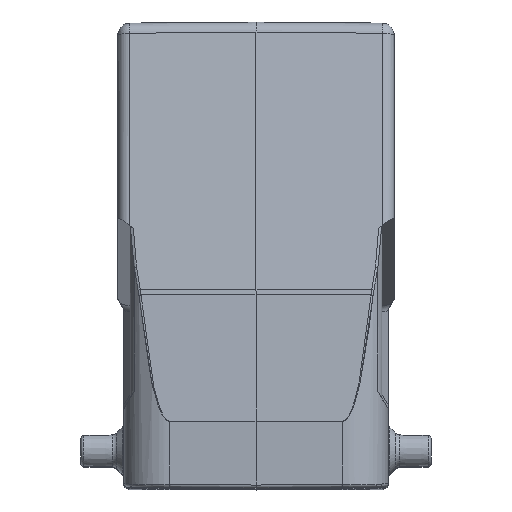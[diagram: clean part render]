
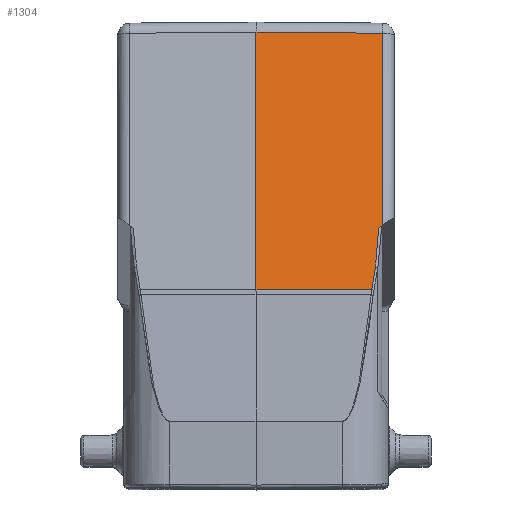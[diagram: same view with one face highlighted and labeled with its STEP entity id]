
A CAD part, top view. The second image highlights one B-rep face of the part: STEP entity #1304.
In plain terms, the highlighted planar face has unit normal (0.009, 0.174, 0.985).
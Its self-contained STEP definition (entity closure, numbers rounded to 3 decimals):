
#776=PLANE('',#10114);
#1304=ADVANCED_FACE('',(#2024),#776,.T.);
#2024=FACE_OUTER_BOUND('',#2601,.T.);
#2601=EDGE_LOOP('',(#5349,#5350,#5351,#5352,#5353,#5354,#5355));
#3015=B_SPLINE_CURVE_WITH_KNOTS('',3,(#17780,#17781,#17782,#17783,#17784,
#17785,#17786,#17787,#17788,#17789),.UNSPECIFIED.,.F.,.F.,(4,1,1,2,2,4),
(0.,0.25,0.375,0.438,0.5,
1.),.UNSPECIFIED.);
#3058=B_SPLINE_CURVE_WITH_KNOTS('',3,(#18668,#18669,#18670,#18671,#18672,
#18673),.UNSPECIFIED.,.F.,.F.,(4,1,1,4),(0.,0.333,0.667,
1.),.UNSPECIFIED.);
#5349=ORIENTED_EDGE('',*,*,#7660,.T.);
#5350=ORIENTED_EDGE('',*,*,#7655,.T.);
#5351=ORIENTED_EDGE('',*,*,#7653,.F.);
#5352=ORIENTED_EDGE('',*,*,#7834,.T.);
#5353=ORIENTED_EDGE('',*,*,#7835,.T.);
#5354=ORIENTED_EDGE('',*,*,#7836,.F.);
#5355=ORIENTED_EDGE('',*,*,#7837,.T.);
#6451=VERTEX_POINT('',#17743);
#6452=VERTEX_POINT('',#17747);
#6453=VERTEX_POINT('',#17758);
#6455=VERTEX_POINT('',#17774);
#6541=VERTEX_POINT('',#18590);
#6547=VERTEX_POINT('',#18665);
#6548=VERTEX_POINT('',#18667);
#7653=EDGE_CURVE('',#6451,#6452,#8525,.T.);
#7655=EDGE_CURVE('',#6453,#6452,#8526,.T.);
#7660=EDGE_CURVE('',#6455,#6453,#3015,.T.);
#7834=EDGE_CURVE('',#6451,#6541,#8577,.T.);
#7835=EDGE_CURVE('',#6541,#6547,#8578,.T.);
#7836=EDGE_CURVE('',#6548,#6547,#8579,.T.);
#7837=EDGE_CURVE('',#6548,#6455,#3058,.T.);
#8525=LINE('',#17746,#9191);
#8526=LINE('',#17757,#9192);
#8577=LINE('',#18662,#9243);
#8578=LINE('',#18664,#9244);
#8579=LINE('',#18666,#9245);
#9191=VECTOR('',#11752,1.);
#9192=VECTOR('',#11755,1.);
#9243=VECTOR('',#12136,1.);
#9244=VECTOR('',#12139,1.);
#9245=VECTOR('',#12140,1.);
#10114=AXIS2_PLACEMENT_3D('',#18674,#12141,#12142);
#11752=DIRECTION('',(0.,-0.985,0.174));
#11755=DIRECTION('',(0.762,0.637,-0.119));
#12136=DIRECTION('',(-1.,0.009,0.007));
#12139=DIRECTION('',(0.,-0.985,0.174));
#12140=DIRECTION('',(-1.,0.001,0.009));
#12141=DIRECTION('',(0.009,0.174,0.985));
#12142=DIRECTION('',(0.,-0.985,0.174));
#17743=CARTESIAN_POINT('',(20.517,19.584,50.546));
#17746=CARTESIAN_POINT('',(20.517,19.584,50.546));
#17747=CARTESIAN_POINT('',(20.517,-11.704,56.062));
#17757=CARTESIAN_POINT('',(19.963,-12.168,56.149));
#17758=CARTESIAN_POINT('',(19.963,-12.168,56.149));
#17774=CARTESIAN_POINT('',(19.449,-18.497,57.27));
#17780=CARTESIAN_POINT('',(19.449,-18.497,57.27));
#17781=CARTESIAN_POINT('',(19.522,-17.989,57.179));
#17782=CARTESIAN_POINT('',(19.621,-17.19,57.038));
#17783=CARTESIAN_POINT('',(19.719,-16.193,56.861));
#17784=CARTESIAN_POINT('',(19.757,-15.752,56.783));
#17785=CARTESIAN_POINT('',(19.782,-15.455,56.73));
#17786=CARTESIAN_POINT('',(19.796,-15.272,56.698));
#17787=CARTESIAN_POINT('',(19.877,-14.198,56.508));
#17788=CARTESIAN_POINT('',(19.93,-13.202,56.332));
#17789=CARTESIAN_POINT('',(19.963,-12.168,56.149));
#18590=CARTESIAN_POINT('',(0.,19.763,50.696));
#18662=CARTESIAN_POINT('',(20.517,19.584,50.546));
#18664=CARTESIAN_POINT('',(0.,19.763,50.696));
#18665=CARTESIAN_POINT('',(0.,-22.155,58.087));
#18666=CARTESIAN_POINT('',(18.848,-22.176,57.924));
#18667=CARTESIAN_POINT('',(18.848,-22.176,57.924));
#18668=CARTESIAN_POINT('',(18.848,-22.176,57.924));
#18669=CARTESIAN_POINT('',(18.933,-21.719,57.842));
#18670=CARTESIAN_POINT('',(19.088,-20.836,57.685));
#18671=CARTESIAN_POINT('',(19.286,-19.609,57.467));
#18672=CARTESIAN_POINT('',(19.397,-18.857,57.334));
#18673=CARTESIAN_POINT('',(19.449,-18.497,57.27));
#18674=CARTESIAN_POINT('',(0.,21.415,50.404));
